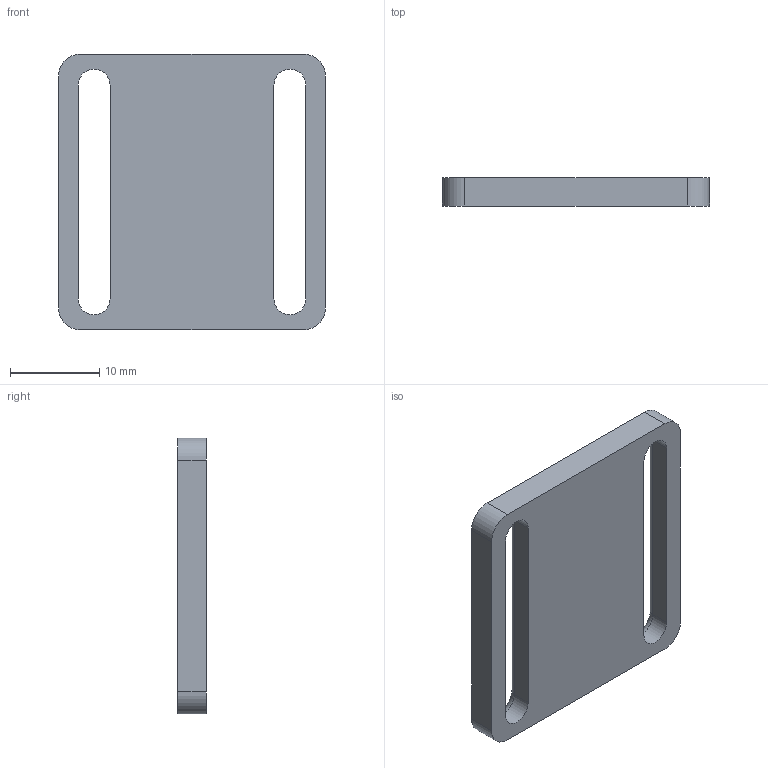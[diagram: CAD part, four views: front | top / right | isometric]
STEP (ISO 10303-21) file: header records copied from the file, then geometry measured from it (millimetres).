
FILE_DESCRIPTION(/* description */ (''),/* implementation_level */ '2;1');
FILE_NAME(/* name */ 'palm_sensorless v2.step',/* time_stamp */ '2020-12-14T21:05:25-08:00',/* author */ (''),/* organization */ (''),/* preprocessor_version */ 'ST-DEVELOPER v18.1',/* originating_system */ 'Autodesk Translation Framework v9.7.1.1290',/* authorisation */ '');
FILE_SCHEMA (('AUTOMOTIVE_DESIGN { 1 0 10303 214 3 1 1 }'));
Length unit declared in the file: millimetre
Products named in the file (1): palm_sensorless
Bounding box: 30 x 3.2 x 31 mm (x, y, z)
Volume: 2028.7 mm3; surface area: 2256.2 mm2
Topology: 1 solids, 1 shells, 32 faces, 82 edges, 52 vertices
Faces by surface type: cylinder 15, plane 13, torus 4
Entity records: 1029 total; most frequent: CARTESIAN_POINT 185, DIRECTION 178, ORIENTED_EDGE 164, EDGE_CURVE 82, AXIS2_PLACEMENT_3D 65, VERTEX_POINT 52, LINE 48, VECTOR 48
